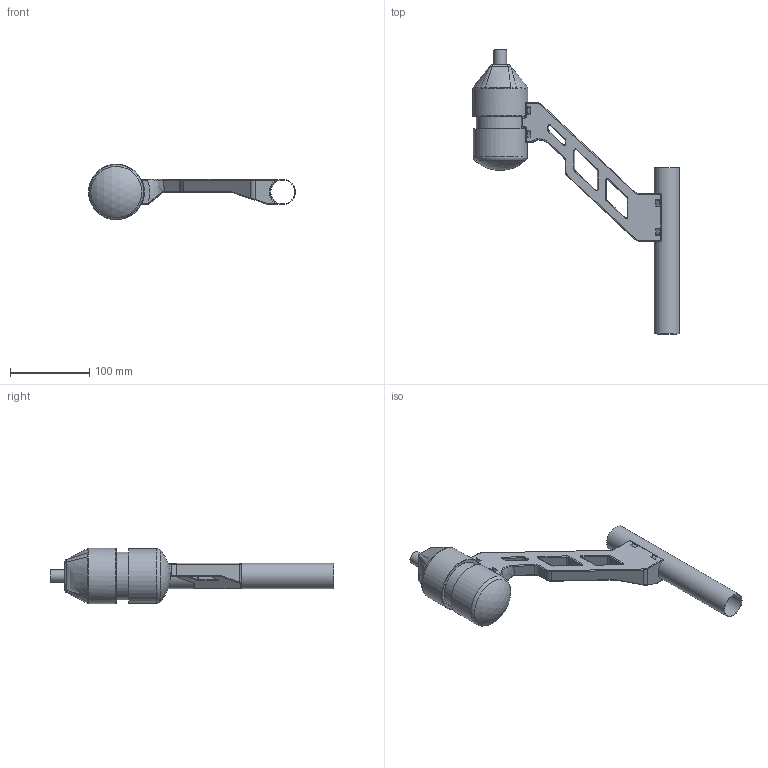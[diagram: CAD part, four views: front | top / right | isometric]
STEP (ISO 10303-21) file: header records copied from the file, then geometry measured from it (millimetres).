
FILE_DESCRIPTION(/* description */ (''),/* implementation_level */ '2;1');
FILE_NAME(/* name */ 'Meshbean_R1.step',/* time_stamp */ '2025-05-24T01:55:09-04:00',/* author */ (''),/* organization */ (''),/* preprocessor_version */ 'ST-DEVELOPER v20.1',/* originating_system */ 'Autodesk Translation Framework v14.4.0.0',/* authorisation */ '');
FILE_SCHEMA (('AUTOMOTIVE_DESIGN { 1 0 10303 214 3 1 1 }'));
Length unit declared in the file: millimetre
Products named in the file (7): ChNode; 2in pvc pipe; 4880K56_Standard-Wall PVC Pipe Fitting for Water; n type bulkhead; TOp cap; Outrigger arm; 32mm pole
Assembly tree (6 placements, depth 3):
  ChNode
    2in pvc pipe
      4880K56_Standard-Wall PVC Pipe Fitting for Water
    n type bulkhead
    TOp cap
    Outrigger arm
    32mm pole
Bounding box: 261.39 x 358.87 x 70 mm (x, y, z)
Volume: 360690.8 mm3; surface area: 161590.3 mm2
Topology: 6 solids, 6 shells, 404 faces, 925 edges, 525 vertices
Faces by surface type: bspline 143, cylinder 142, plane 60, torus 51, sphere 6, cone 2
Full cylindrical faces by diameter (mm): 3.876 x1, 5.916 x1, 14.28 x1, 16.014 x1, 17.014 x1, 22.032 x1, 23.032 x1, 30 x1, 32 x1, 52 x1, 56.38 x1, 58.014 x1, 60.38 x1, 61.18 x1, 68.453 x1, 70 x1
Entity records: 15618 total; most frequent: CARTESIAN_POINT 6810, ORIENTED_EDGE 1826, DIRECTION 1773, EDGE_CURVE 913, AXIS2_PLACEMENT_3D 753, VERTEX_POINT 525, CIRCLE 431, EDGE_LOOP 428
